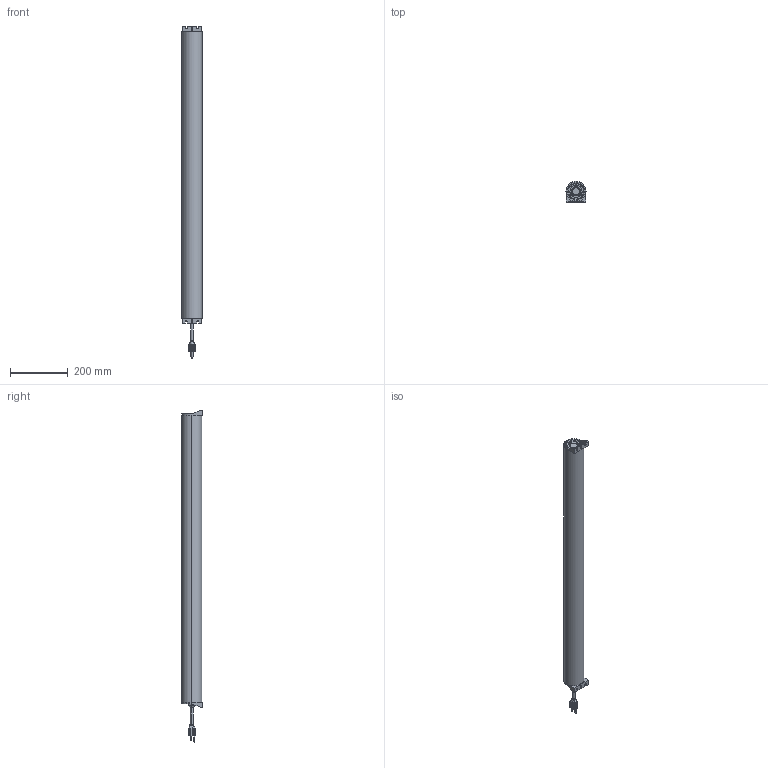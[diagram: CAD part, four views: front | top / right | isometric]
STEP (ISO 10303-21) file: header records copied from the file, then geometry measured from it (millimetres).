
FILE_DESCRIPTION((''),'2;1');
FILE_NAME('194191_ASM','2016-03-29T',('PDMAdmin'),(''),'PRO/ENGINEER BY PARAMETRIC TECHNOLOGY CORPORATION, 2013230','PRO/ENGINEER BY PARAMETRIC TECHNOLOGY CORPORATION, 2013230','');
FILE_SCHEMA(('CONFIG_CONTROL_DESIGN'));
Products named in the file (15): 71295_END___; 71295_ENDCAP___; 71295_RUBBER_RING___; 71295_END____ASM; 71295_TUBE___; 71295_LIGHT___; 71295_END_WIRE___; 71295_ENDCAP_WIRE___; 71295_END_WIRE____ASM; 71295_STRAIN_RELIEF_1___; 71295_STRAIN_RELIEF_2___; 71295_ASM; HFF-CABLE; 3PR_PLUG_AC; 194191_ASM
Assembly tree (15 placements, depth 4):
  194191_ASM
    71295_ASM
      71295_END____ASM
        71295_END___
        71295_ENDCAP___
        71295_RUBBER_RING___
      71295_TUBE___
      71295_LIGHT___
      71295_END_WIRE____ASM
        71295_END_WIRE___
        71295_ENDCAP_WIRE___
        71295_RUBBER_RING___
      71295_STRAIN_RELIEF_1___
      71295_STRAIN_RELIEF_2___
    HFF-CABLE
    3PR_PLUG_AC
Bounding box: 70 x 72.25 x 1150 mm (x, y, z)
Volume: 1269601 mm3; surface area: 757197.3 mm2
Topology: 12 solids, 12 shells, 1897 faces, 5614 edges, 3706 vertices
Faces by surface type: plane 1266, cylinder 522, bspline 76, torus 29, cone 4
Entity records: 68809 total; most frequent: CARTESIAN_POINT 15745, ORIENTED_EDGE 11212, DIRECTION 11006, EDGE_CURVE 5606, VERTEX_POINT 3702, AXIS2_PLACEMENT_3D 3697, VECTOR 3612, LINE 3612
